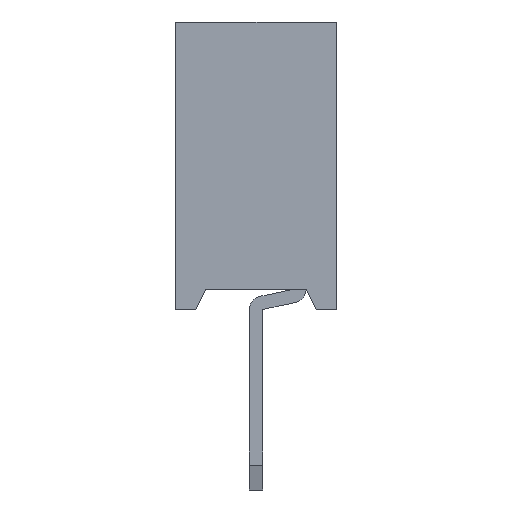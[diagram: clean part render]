
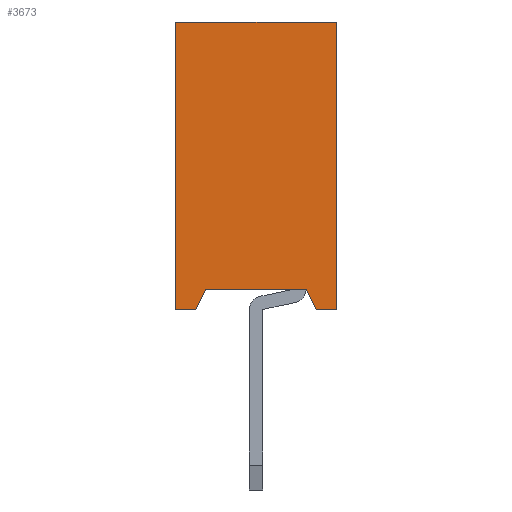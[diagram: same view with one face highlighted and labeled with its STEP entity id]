
A CAD part, left-side view. The second image highlights one B-rep face of the part: STEP entity #3673.
In plain terms, the highlighted planar face has unit normal (-1, 0, 0).
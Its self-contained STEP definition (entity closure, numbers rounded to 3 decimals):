
#3673=ADVANCED_FACE('',(#24686),#24688,.T.);
#24686=FACE_BOUND('',#24687,.T.);
#24687=EDGE_LOOP('',(#40391,#40392,#40393,#40394,#40395,#40396,#40397,#40398));
#24688=PLANE('',#24689);
#24689=AXIS2_PLACEMENT_3D('',#24690,#24691,#24692);
#24690=CARTESIAN_POINT('',(-1.,1.2,0.));
#24691=DIRECTION('',(-1.,0.,0.));
#24692=DIRECTION('',(0.,-1.,0.));
#40391=ORIENTED_EDGE('',*,*,#52346,.T.);
#40392=ORIENTED_EDGE('',*,*,#51751,.T.);
#40393=ORIENTED_EDGE('',*,*,#52347,.T.);
#40394=ORIENTED_EDGE('',*,*,#52348,.T.);
#40395=ORIENTED_EDGE('',*,*,#52349,.T.);
#40396=ORIENTED_EDGE('',*,*,#52350,.F.);
#40397=ORIENTED_EDGE('',*,*,#52351,.F.);
#40398=ORIENTED_EDGE('',*,*,#52283,.T.);
#51751=EDGE_CURVE('',#58229,#58227,#58230,.T.);
#52283=EDGE_CURVE('',#59241,#59239,#59242,.T.);
#52346=EDGE_CURVE('',#59239,#58229,#59311,.F.);
#52347=EDGE_CURVE('',#58227,#59312,#59313,.F.);
#52348=EDGE_CURVE('',#59312,#59314,#59315,.T.);
#52349=EDGE_CURVE('',#59314,#59316,#59317,.T.);
#52350=EDGE_CURVE('',#59318,#59316,#59319,.T.);
#52351=EDGE_CURVE('',#59241,#59318,#59320,.T.);
#58227=VERTEX_POINT('',#69054);
#58229=VERTEX_POINT('',#69058);
#58230=LINE('',#69059,#69060);
#59239=VERTEX_POINT('',#71130);
#59241=VERTEX_POINT('',#71134);
#59242=LINE('',#71135,#71136);
#59311=LINE('',#71330,#71331);
#59312=VERTEX_POINT('',#71333);
#59313=LINE('',#71334,#71335);
#59314=VERTEX_POINT('',#71337);
#59315=LINE('',#71338,#71339);
#59316=VERTEX_POINT('',#71341);
#59317=LINE('',#71342,#71343);
#59318=VERTEX_POINT('',#71345);
#59319=LINE('',#71346,#71347);
#59320=LINE('',#71349,#71350);
#69054=CARTESIAN_POINT('',(-1.,-0.75,0.3));
#69058=CARTESIAN_POINT('',(-1.,0.75,0.3));
#69059=CARTESIAN_POINT('',(-1.,0.75,0.3));
#69060=VECTOR('',#69061,1.);
#69061=DIRECTION('',(0.,-1.,0.));
#71130=CARTESIAN_POINT('',(-1.,0.9,0.));
#71134=CARTESIAN_POINT('',(-1.,1.2,0.));
#71135=CARTESIAN_POINT('',(-1.,1.2,0.));
#71136=VECTOR('',#71137,1.);
#71137=DIRECTION('',(0.,-1.,0.));
#71330=CARTESIAN_POINT('',(-1.,0.75,0.3));
#71331=VECTOR('',#71332,1.);
#71332=DIRECTION('',(0.,0.447,-0.894));
#71333=CARTESIAN_POINT('',(-1.,-0.9,0.));
#71334=CARTESIAN_POINT('',(-1.,-0.9,0.));
#71335=VECTOR('',#71336,1.);
#71336=DIRECTION('',(0.,0.447,0.894));
#71337=CARTESIAN_POINT('',(-1.,-1.2,0.));
#71338=CARTESIAN_POINT('',(-1.,-0.9,0.));
#71339=VECTOR('',#71340,1.);
#71340=DIRECTION('',(0.,-1.,0.));
#71341=CARTESIAN_POINT('',(-1.,-1.2,4.3));
#71342=CARTESIAN_POINT('',(-1.,-1.2,0.));
#71343=VECTOR('',#71344,1.);
#71344=DIRECTION('',(0.,0.,1.));
#71345=CARTESIAN_POINT('',(-1.,1.2,4.3));
#71346=CARTESIAN_POINT('',(-1.,1.2,4.3));
#71347=VECTOR('',#71348,1.);
#71348=DIRECTION('',(0.,-1.,0.));
#71349=CARTESIAN_POINT('',(-1.,1.2,0.));
#71350=VECTOR('',#71351,1.);
#71351=DIRECTION('',(0.,0.,1.));
